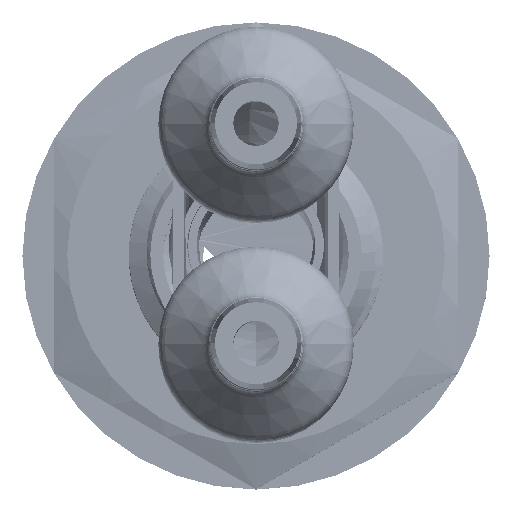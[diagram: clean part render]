
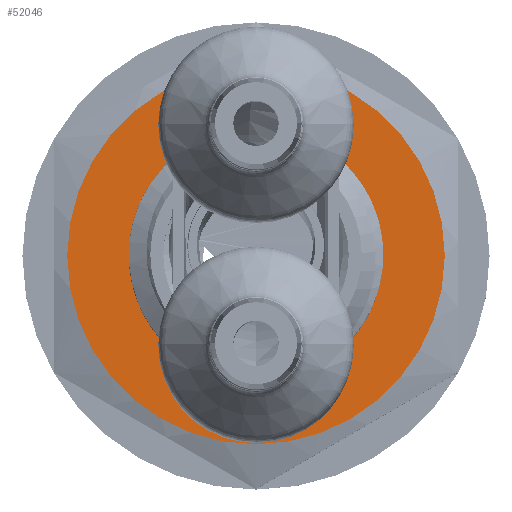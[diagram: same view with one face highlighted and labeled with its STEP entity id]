
A CAD part, top view. The second image highlights one B-rep face of the part: STEP entity #52046.
In plain terms, the highlighted planar face has unit normal (0, 0, 1).
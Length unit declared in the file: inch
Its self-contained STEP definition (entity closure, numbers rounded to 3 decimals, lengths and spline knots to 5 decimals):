
#51741=CARTESIAN_POINT('',(0.,0.,0.0625));
#51742=DIRECTION('',(0.,0.,1.));
#51743=DIRECTION('',(-1.,0.,0.));
#51744=AXIS2_PLACEMENT_3D('',#51741,#51742,#51743);
#51746=CARTESIAN_POINT('',(0.,0.,0.0625));
#51747=DIRECTION('',(0.,0.,1.));
#51748=DIRECTION('',(1.,0.,0.));
#51749=AXIS2_PLACEMENT_3D('',#51746,#51747,#51748);
#51751=CARTESIAN_POINT('',(0.,0.,0.0625));
#51752=DIRECTION('',(0.,0.,-1.));
#51753=DIRECTION('',(0.,1.,0.));
#51754=AXIS2_PLACEMENT_3D('',#51751,#51752,#51753);
#51756=CARTESIAN_POINT('',(0.,0.,0.0625));
#51757=DIRECTION('',(0.,0.,-1.));
#51758=DIRECTION('',(0.,-1.,0.));
#51759=AXIS2_PLACEMENT_3D('',#51756,#51757,#51758);
#51961=CARTESIAN_POINT('',(-0.1035,0.,0.0625));
#51962=CARTESIAN_POINT('',(0.1035,0.,0.0625));
#51963=VERTEX_POINT('',#51961);
#51964=VERTEX_POINT('',#51962);
#51969=CARTESIAN_POINT('',(0.,0.175,0.0625));
#51970=CARTESIAN_POINT('',(0.,-0.175,0.0625));
#51971=VERTEX_POINT('',#51969);
#51972=VERTEX_POINT('',#51970);
#52031=CARTESIAN_POINT('',(0.,0.,0.0625));
#52032=DIRECTION('',(0.,0.,1.));
#52033=DIRECTION('',(1.,0.,0.));
#52034=AXIS2_PLACEMENT_3D('',#52031,#52032,#52033);
#52035=PLANE('',#52034);
#52037=ORIENTED_EDGE('',*,*,#52036,.T.);
#52039=ORIENTED_EDGE('',*,*,#52038,.T.);
#52040=EDGE_LOOP('',(#52037,#52039));
#52041=FACE_OUTER_BOUND('',#52040,.F.);
#52042=ORIENTED_EDGE('',*,*,#52011,.T.);
#52043=ORIENTED_EDGE('',*,*,#52025,.T.);
#52044=EDGE_LOOP('',(#52042,#52043));
#52045=FACE_BOUND('',#52044,.F.);
#52046=ADVANCED_FACE('',(#52041,#52045),#52035,.T.);
#51745=CIRCLE('',#51744,0.1035);
#51750=CIRCLE('',#51749,0.1035);
#51755=CIRCLE('',#51754,0.175);
#51760=CIRCLE('',#51759,0.175);
#52011=EDGE_CURVE('',#51963,#51964,#51745,.T.);
#52025=EDGE_CURVE('',#51964,#51963,#51750,.T.);
#52036=EDGE_CURVE('',#51971,#51972,#51755,.T.);
#52038=EDGE_CURVE('',#51972,#51971,#51760,.T.);
